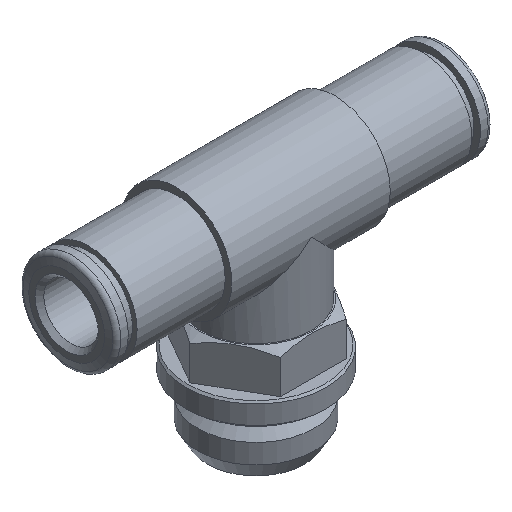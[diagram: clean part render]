
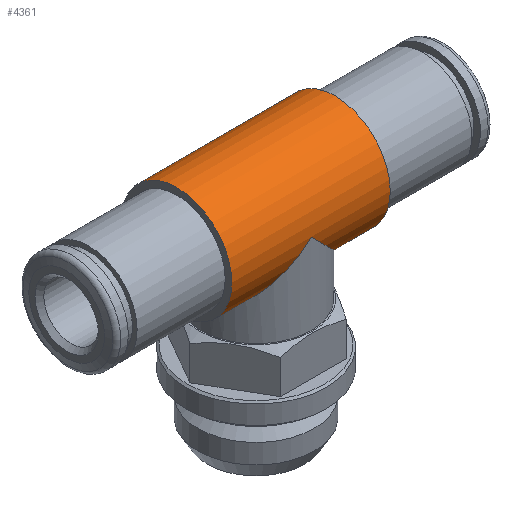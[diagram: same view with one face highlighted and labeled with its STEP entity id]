
A CAD part, isometric view. The second image highlights one B-rep face of the part: STEP entity #4361.
In plain terms, the highlighted cylindrical face has radius 6.25 mm (diameter 12.5 mm), a full revolution.
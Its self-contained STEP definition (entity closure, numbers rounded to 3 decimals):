
#11=ELLIPSE('',#4240,8.839,6.25);
#12=ELLIPSE('',#4241,8.839,6.25);
#685=CYLINDRICAL_SURFACE('',#4242,6.25);
#879=ORIENTED_EDGE('',*,*,#1193,.T.);
#880=ORIENTED_EDGE('',*,*,#1194,.F.);
#881=ORIENTED_EDGE('',*,*,#1191,.F.);
#882=ORIENTED_EDGE('',*,*,#1192,.F.);
#990=CIRCLE('',#4243,6.25);
#991=CIRCLE('',#4244,6.25);
#1086=VERTEX_POINT('',#4029);
#1087=VERTEX_POINT('',#4030);
#1088=VERTEX_POINT('',#4034);
#1089=VERTEX_POINT('',#4036);
#1191=EDGE_CURVE('',#1086,#1087,#11,.T.);
#1192=EDGE_CURVE('',#1087,#1086,#12,.T.);
#1193=EDGE_CURVE('',#1088,#1088,#990,.T.);
#1194=EDGE_CURVE('',#1089,#1089,#991,.T.);
#1335=EDGE_LOOP('',(#879));
#1336=EDGE_LOOP('',(#880));
#1337=EDGE_LOOP('',(#881,#882));
#1505=FACE_BOUND('',#1335,.T.);
#1506=FACE_BOUND('',#1336,.T.);
#1507=FACE_BOUND('',#1337,.T.);
#2343=DIRECTION('',(0.707,0.707,0.));
#2344=DIRECTION('',(0.707,-0.707,0.));
#2345=DIRECTION('',(0.707,-0.707,0.));
#2346=DIRECTION('',(0.707,0.707,0.));
#2347=DIRECTION('',(0.,1.,0.));
#2348=DIRECTION('',(1.,0.,0.));
#2349=DIRECTION('',(0.,1.,0.));
#2350=DIRECTION('',(6.25,0.,0.));
#2351=DIRECTION('',(0.,1.,0.));
#2352=DIRECTION('',(6.25,0.,0.));
#4029=CARTESIAN_POINT('',(7.832,21.053,6.25));
#4030=CARTESIAN_POINT('',(7.832,21.053,-6.25));
#4031=CARTESIAN_POINT('',(7.832,21.053,0.));
#4032=CARTESIAN_POINT('',(7.832,21.053,0.));
#4033=CARTESIAN_POINT('',(7.832,12.053,0.));
#4034=CARTESIAN_POINT('',(14.082,12.053,0.));
#4035=CARTESIAN_POINT('',(7.832,12.053,0.));
#4036=CARTESIAN_POINT('',(14.082,30.053,0.));
#4037=CARTESIAN_POINT('',(7.832,30.053,0.));
#4240=AXIS2_PLACEMENT_3D('',#4031,#2343,#2344);
#4241=AXIS2_PLACEMENT_3D('',#4032,#2345,#2346);
#4242=AXIS2_PLACEMENT_3D('',#4033,#2347,#2348);
#4243=AXIS2_PLACEMENT_3D('',#4035,#2349,#2350);
#4244=AXIS2_PLACEMENT_3D('',#4037,#2351,#2352);
#4361=ADVANCED_FACE('',(#1505,#1506,#1507),#685,.T.);
